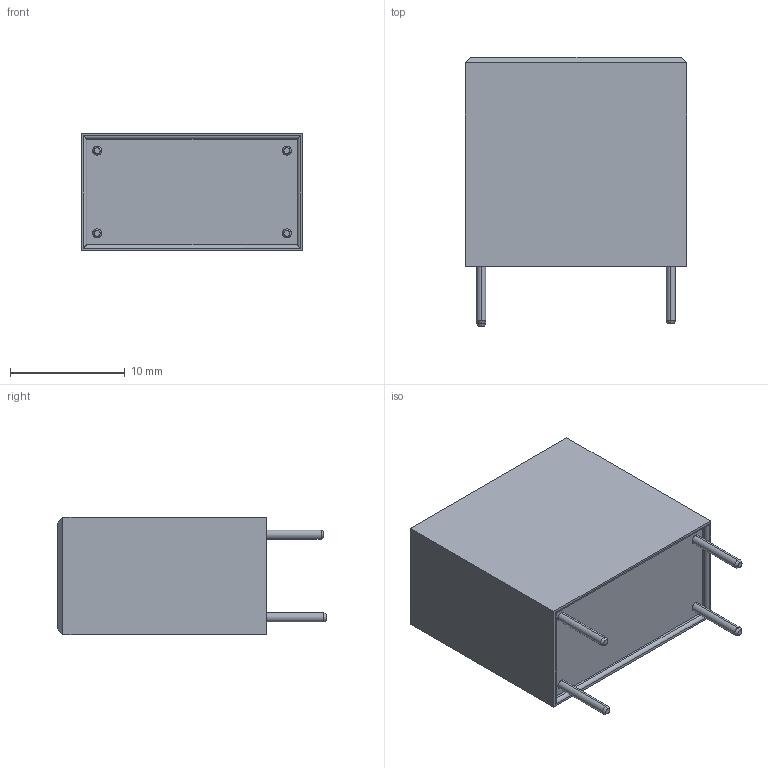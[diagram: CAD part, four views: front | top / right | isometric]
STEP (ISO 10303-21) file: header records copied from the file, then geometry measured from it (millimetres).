
FILE_DESCRIPTION (( 'STEP AP214' ), '1' );
FILE_NAME ('BBC2C175-C4E6-445A-813C-9C2D03338D92.STEP', '2023-11-27T12:31:42', ( '' ), ( '' ), 'SwSTEP 2.0', 'SolidWorks 2022', '' );
FILE_SCHEMA (( 'AUTOMOTIVE_DESIGN' ));
Length unit declared in the file: millimetre
Products named in the file (1): BBC2C175-C4E6-445A-813C-9C2D03338D92
Bounding box: 19.3 x 23.45 x 10.2 mm (x, y, z)
Volume: 3499.7 mm3; surface area: 1539 mm2
Topology: 1 solids, 1 shells, 281 faces, 752 edges, 496 vertices
Faces by surface type: plane 143, bspline 118, cylinder 12, cone 8
Entity records: 10170 total; most frequent: CARTESIAN_POINT 3548, ORIENTED_EDGE 1504, DIRECTION 864, EDGE_CURVE 752, VERTEX_POINT 496, LINE 488, VECTOR 488, EDGE_LOOP 304
